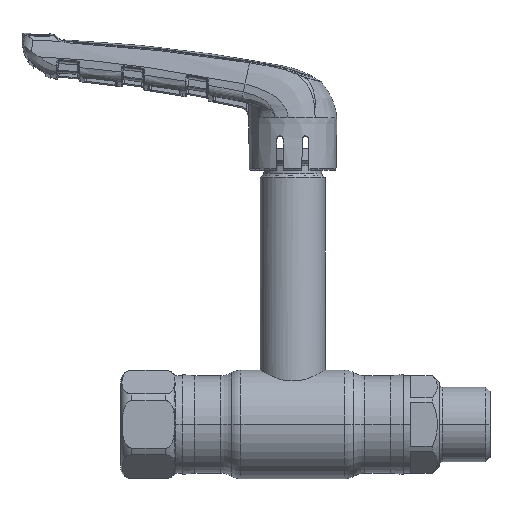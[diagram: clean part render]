
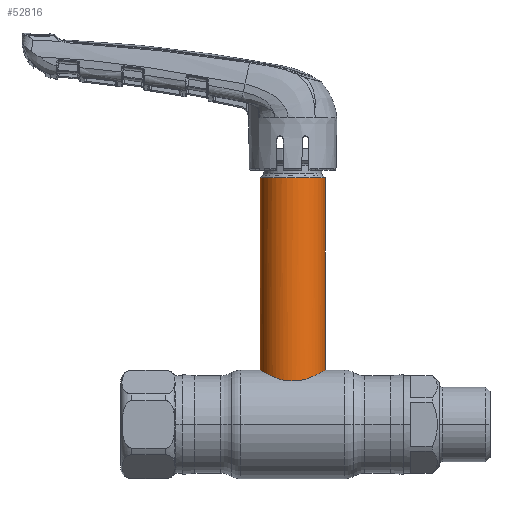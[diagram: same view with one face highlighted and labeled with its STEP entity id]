
A CAD part, top view. The second image highlights one B-rep face of the part: STEP entity #52816.
In plain terms, the highlighted cylindrical face has radius 9 mm (diameter 18 mm), a partial arc.
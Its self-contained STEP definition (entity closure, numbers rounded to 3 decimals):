
#7 = CARTESIAN_POINT ( 'NONE',  ( -9., 68.119, 0. ) ) ;
#323 = CARTESIAN_POINT ( 'NONE',  ( 0., 68.119, 0. ) ) ;
#421 = CARTESIAN_POINT ( 'NONE',  ( -9., 15., 0.611 ) ) ;
#699 = DIRECTION ( 'NONE',  ( 0., -1., 0. ) ) ;
#3603 = CARTESIAN_POINT ( 'NONE',  ( 7.296, 14.043, 5.277 ) ) ;
#4006 = CARTESIAN_POINT ( 'NONE',  ( -8.06, 14.454, 4.048 ) ) ;
#4218 = CARTESIAN_POINT ( 'NONE',  ( 3.763, 12.574, 8.181 ) ) ;
#5313 = CARTESIAN_POINT ( 'NONE',  ( 0.606, 12., 9. ) ) ;
#6243 = ORIENTED_EDGE ( 'NONE', *, *, #31949, .F. ) ;
#7674 = CARTESIAN_POINT ( 'NONE',  ( -9., 0., 0. ) ) ;
#8492 = CARTESIAN_POINT ( 'NONE',  ( 8.923, 14.954, 1.21 ) ) ;
#8704 = CARTESIAN_POINT ( 'NONE',  ( 8.406, 14.651, 3.229 ) ) ;
#8909 = CARTESIAN_POINT ( 'NONE',  ( -2.963, 12.35, 8.518 ) ) ;
#9111 = CARTESIAN_POINT ( 'NONE',  ( -8.519, 14.715, 2.961 ) ) ;
#13207 = CARTESIAN_POINT ( 'NONE',  ( 5.507, 13.196, 7.142 ) ) ;
#13413 = CARTESIAN_POINT ( 'NONE',  ( 1.205, 12.046, 8.939 ) ) ;
#18110 = CARTESIAN_POINT ( 'NONE',  ( 5.948, 13.389, 6.778 ) ) ;
#18278 = VECTOR ( 'NONE', #37140, 1000. ) ;
#18302 = CARTESIAN_POINT ( 'NONE',  ( 7.781, 14.299, 4.56 ) ) ;
#18426 = CARTESIAN_POINT ( 'NONE',  ( -9., 15., 0. ) ) ;
#18522 = CARTESIAN_POINT ( 'NONE',  ( -1.509, 12.091, 8.878 ) ) ;
#18726 = CARTESIAN_POINT ( 'NONE',  ( -6.15, 13.483, 6.577 ) ) ;
#18784 = CARTESIAN_POINT ( 'NONE',  ( 9., 68.119, 0. ) ) ;
#19691 = AXIS2_PLACEMENT_3D ( 'NONE', #323, #57937, #19724 ) ;
#19724 = DIRECTION ( 'NONE',  ( -1., 0., 0. ) ) ;
#20382 = CYLINDRICAL_SURFACE ( 'NONE', #59309, 9. ) ;
#22265 = VERTEX_POINT ( 'NONE', #29994 ) ;
#22990 = CARTESIAN_POINT ( 'NONE',  ( 2.378, 12.23, 8.685 ) ) ;
#23201 = CARTESIAN_POINT ( 'NONE',  ( -9., 15., 0. ) ) ;
#23400 = CARTESIAN_POINT ( 'NONE',  ( 2.947, 12.353, 8.509 ) ) ;
#23607 = CARTESIAN_POINT ( 'NONE',  ( 2.086, 12.176, 8.76 ) ) ;
#24645 = CARTESIAN_POINT ( 'NONE',  ( 9., 0., 0. ) ) ;
#24664 = CARTESIAN_POINT ( 'NONE',  ( 4.539, 12.827, 7.777 ) ) ;
#27171 = FACE_OUTER_BOUND ( 'NONE', #39616, .T. ) ;
#27340 = ORIENTED_EDGE ( 'NONE', *, *, #49100, .T. ) ;
#27830 = CARTESIAN_POINT ( 'NONE',  ( 6.756, 13.77, 5.953 ) ) ;
#28022 = CARTESIAN_POINT ( 'NONE',  ( -8.7, 14.821, 2.382 ) ) ;
#28225 = CARTESIAN_POINT ( 'NONE',  ( 4.026, 12.655, 8.055 ) ) ;
#29994 = CARTESIAN_POINT ( 'NONE',  ( 9., 15., 0. ) ) ;
#31663 = VECTOR ( 'NONE', #34367, 1000. ) ;
#31949 = EDGE_CURVE ( 'NONE', #53039, #22265, #59117, .T. ) ;
#32661 = CARTESIAN_POINT ( 'NONE',  ( -7.781, 14.299, 4.56 ) ) ;
#32874 = CARTESIAN_POINT ( 'NONE',  ( 8.059, 14.454, 4.05 ) ) ;
#33285 = CARTESIAN_POINT ( 'NONE',  ( 6.56, 13.675, 6.169 ) ) ;
#33431 = LINE ( 'NONE', #7674, #18278 ) ;
#33510 = EDGE_CURVE ( 'NONE', #37907, #22265, #53372, .T. ) ;
#34367 = DIRECTION ( 'NONE',  ( 0., -1., 0. ) ) ;
#34390 = CARTESIAN_POINT ( 'NONE',  ( 4.789, 12.918, 7.626 ) ) ;
#37140 = DIRECTION ( 'NONE',  ( 0., -1., 0. ) ) ;
#37290 = VERTEX_POINT ( 'NONE', #7 ) ;
#37552 = CARTESIAN_POINT ( 'NONE',  ( 8.509, 14.711, 2.947 ) ) ;
#37751 = CARTESIAN_POINT ( 'NONE',  ( -0.613, 12.012, 8.984 ) ) ;
#37907 = VERTEX_POINT ( 'NONE', #18426 ) ;
#37954 = CARTESIAN_POINT ( 'NONE',  ( -6.758, 13.768, 5.971 ) ) ;
#38161 = CARTESIAN_POINT ( 'NONE',  ( 8.878, 14.927, 1.506 ) ) ;
#39248 = CARTESIAN_POINT ( 'NONE',  ( -4.037, 12.65, 8.065 ) ) ;
#39616 = EDGE_LOOP ( 'NONE', ( #6243, #27340, #41637, #56221 ) ) ;
#40280 = EDGE_CURVE ( 'NONE', #37290, #37907, #33431, .T. ) ;
#40338 = CIRCLE ( 'NONE', #19691, 9. ) ;
#41637 = ORIENTED_EDGE ( 'NONE', *, *, #40280, .T. ) ;
#42261 = CARTESIAN_POINT ( 'NONE',  ( -4.543, 12.824, 7.791 ) ) ;
#42460 = CARTESIAN_POINT ( 'NONE',  ( 8.984, 14.991, 0.611 ) ) ;
#42676 = CARTESIAN_POINT ( 'NONE',  ( 9., 15., 0. ) ) ;
#42880 = CARTESIAN_POINT ( 'NONE',  ( 8.685, 14.813, 2.378 ) ) ;
#47186 = CARTESIAN_POINT ( 'NONE',  ( -8.938, 14.963, 1.209 ) ) ;
#47386 = CARTESIAN_POINT ( 'NONE',  ( -5.492, 13.196, 7.136 ) ) ;
#48878 = CARTESIAN_POINT ( 'NONE',  ( -5.259, 13.1, 7.309 ) ) ;
#49100 = EDGE_CURVE ( 'NONE', #53039, #37290, #40338, .T. ) ;
#49575 = CARTESIAN_POINT ( 'NONE',  ( 0., 0., 0. ) ) ;
#52247 = CARTESIAN_POINT ( 'NONE',  ( 9., 15., 0.305 ) ) ;
#52452 = CARTESIAN_POINT ( 'NONE',  ( -0.308, 12., 9. ) ) ;
#52816 = ADVANCED_FACE ( 'NONE', ( #27171 ), #20382, .T. ) ;
#53039 = VERTEX_POINT ( 'NONE', #18784 ) ;
#53372 = B_SPLINE_CURVE_WITH_KNOTS ( 'NONE', 3,
 ( #23201, #421, #47186, #28022, #9111, #4006, #32661, #57161, #37954, #18726, #58672, #47386, #48878, #42261, #39248, #8909, #53735, #18522, #61838, #37751, #52452, #5313, #13413, #23607, #22990, #23400, #57374, #4218, #28225, #24664, #34390, #13207, #18110, #33285, #27830, #56957, #3603, #18302, #32874, #8704, #37552, #42880, #62243, #38161, #8492, #42460, #52247, #42676 ),
 .UNSPECIFIED., .F., .F.,
 ( 4, 2, 2, 2, 2, 2, 2, 2, 2, 2, 2, 2, 2, 2, 2, 2, 2, 2, 2, 2, 2, 2, 2, 4 ),
 ( 0., 0.002, 0.004, 0.005, 0.007, 0.008, 0.009, 0.011, 0.013, 0.014, 0.014, 0.016, 0.017, 0.018, 0.019, 0.02, 0.022, 0.023, 0.023, 0.025, 0.026, 0.027, 0.028, 0.029 ),
 .UNSPECIFIED. ) ;
#53735 = CARTESIAN_POINT ( 'NONE',  ( -2.387, 12.221, 8.698 ) ) ;
#54023 = DIRECTION ( 'NONE',  ( -1., 0., 0. ) ) ;
#56221 = ORIENTED_EDGE ( 'NONE', *, *, #33510, .T. ) ;
#56957 = CARTESIAN_POINT ( 'NONE',  ( 7.124, 13.954, 5.508 ) ) ;
#57161 = CARTESIAN_POINT ( 'NONE',  ( -7.126, 13.954, 5.528 ) ) ;
#57374 = CARTESIAN_POINT ( 'NONE',  ( 3.223, 12.423, 8.408 ) ) ;
#57937 = DIRECTION ( 'NONE',  ( 0., -1., 0. ) ) ;
#58672 = CARTESIAN_POINT ( 'NONE',  ( -5.937, 13.387, 6.77 ) ) ;
#59117 = LINE ( 'NONE', #24645, #31663 ) ;
#59309 = AXIS2_PLACEMENT_3D ( 'NONE', #49575, #699, #54023 ) ;
#61838 = CARTESIAN_POINT ( 'NONE',  ( -1.213, 12.057, 8.923 ) ) ;
#62243 = CARTESIAN_POINT ( 'NONE',  ( 8.759, 14.857, 2.09 ) ) ;
